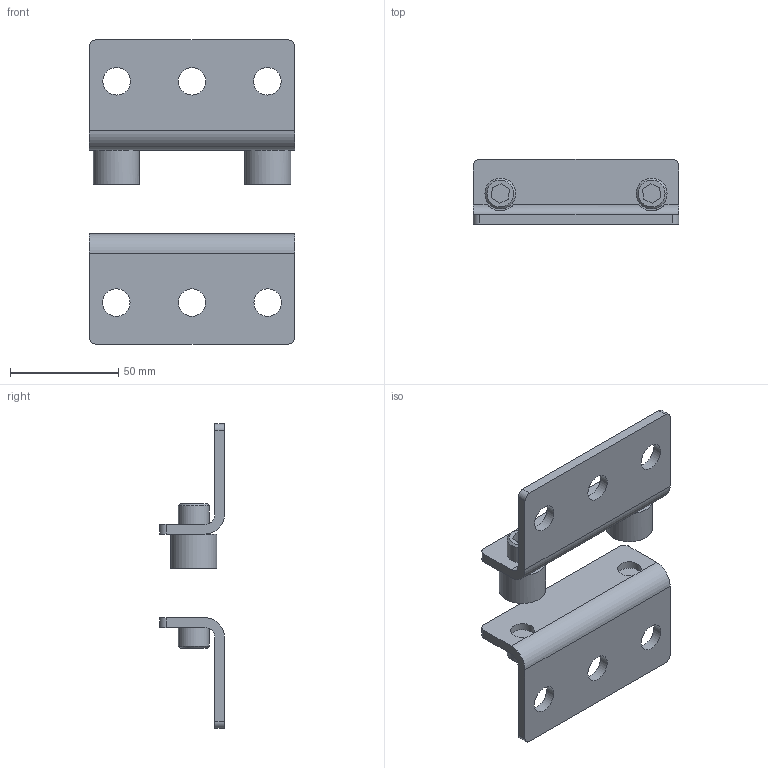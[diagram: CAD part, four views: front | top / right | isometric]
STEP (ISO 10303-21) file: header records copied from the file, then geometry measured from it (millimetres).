
FILE_DESCRIPTION(/* description */ ('Unknown'),/* implementation_level */ '2;1');
FILE_NAME(/* name */ '1309.325.05;1F',/* time_stamp */ '2022-03-08T14:17:39-05:00',/* author */ ('Unknown'),/* organization */ ('Unknown'),/* preprocessor_version */ 'ST-DEVELOPER v18.1',/* originating_system */ 'Solid Edge',/* authorisation */ 'Unknown');
FILE_SCHEMA (('AUTOMOTIVE_DESIGN {1 0 10303 214 3 1 1}'));
Length unit declared in the file: millimetre
Products named in the file (3): 1309.325.05;1F; 1309.325.05;1F-1; 1309.325.05;1F-2
Assembly tree (2 placements, depth 2):
  1309.325.05;1F
    1309.325.05;1F-1
    1309.325.05;1F-2
Bounding box: 95 x 30 x 140.67 mm (x, y, z)
Volume: 74515.5 mm3; surface area: 35897.5 mm2
Topology: 2 solids, 2 shells, 92 faces, 238 edges, 158 vertices
Faces by surface type: plane 56, cylinder 32, cone 4
Full cylindrical faces by diameter (mm): 11 x4, 12.7 x6, 14.275 x4, 21.412 x2
Entity records: 3362 total; most frequent: CARTESIAN_POINT 491, DIRECTION 454, ORIENTED_EDGE 412, EDGE_CURVE 206, AXIS2_PLACEMENT_3D 161, VERTEX_POINT 146, LINE 132, VECTOR 132
